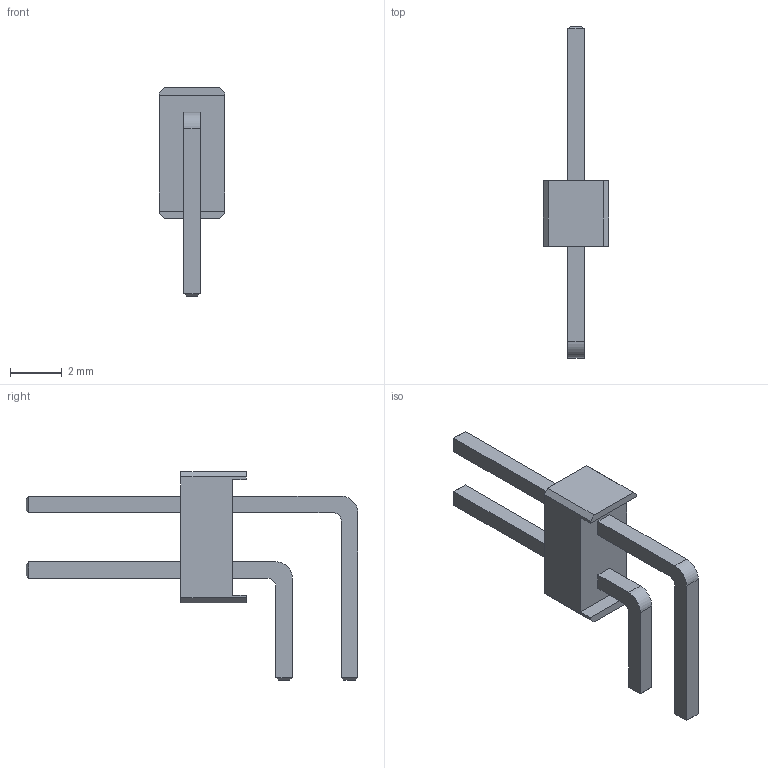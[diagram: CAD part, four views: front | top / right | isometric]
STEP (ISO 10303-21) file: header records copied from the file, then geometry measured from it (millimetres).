
FILE_DESCRIPTION(/* description */ (''),/* implementation_level */ '2;1');
FILE_NAME(/* name */ 'PLD-2R.stp',/* time_stamp */ '2023-10-09T01:25:46+06:00',/* author */ ('danil'),/* organization */ (''),/* preprocessor_version */ 'ST-DEVELOPER v19.2',/* originating_system */ 'Autodesk Inventor 2024',/* authorisation */ '');
FILE_SCHEMA (('AUTOMOTIVE_DESIGN { 1 0 10303 214 3 1 1 }'));
Length unit declared in the file: millimetre
Products named in the file (1): PLD-2-R
Bounding box: 2.54 x 12.86 x 8.08 mm (x, y, z)
Volume: 38.4 mm3; surface area: 135.4 mm2
Topology: 1 solids, 1 shells, 58 faces, 140 edges, 88 vertices
Faces by surface type: plane 54, cylinder 4
Entity records: 1772 total; most frequent: CARTESIAN_POINT 287, ORIENTED_EDGE 280, DIRECTION 266, EDGE_CURVE 140, LINE 132, VECTOR 132, VERTEX_POINT 88, AXIS2_PLACEMENT_3D 67
